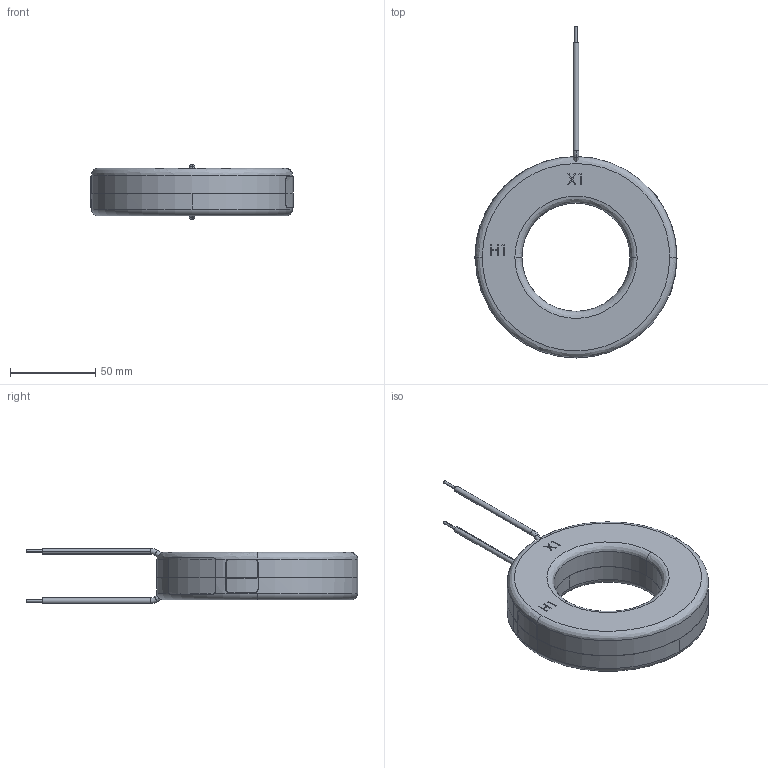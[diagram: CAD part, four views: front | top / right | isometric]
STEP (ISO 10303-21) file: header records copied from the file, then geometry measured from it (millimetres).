
FILE_DESCRIPTION (( 'STEP AP214' ), '1' );
FILE_NAME ('CTF-7RL-1000.step', '2018-11-07T15:54:21', ( '' ), ( '' ), 'SwSTEP 2.0', 'SolidWorks 2018', '' );
FILE_SCHEMA (( 'AUTOMOTIVE_DESIGN' ));
Length unit declared in the file: inch
Products named in the file (1): CTF-7RL-1000
Bounding box: 118.69 x 195.04 x 32.38 mm (x, y, z)
Volume: 214613.3 mm3; surface area: 51345 mm2
Topology: 6 solids, 6 shells, 114 faces, 277 edges, 182 vertices
Faces by surface type: plane 62, cylinder 31, bspline 9, torus 8, cone 4
Entity records: 4067 total; most frequent: CARTESIAN_POINT 1299, ORIENTED_EDGE 554, DIRECTION 536, EDGE_CURVE 277, AXIS2_PLACEMENT_3D 183, VERTEX_POINT 182, LINE 170, VECTOR 170
